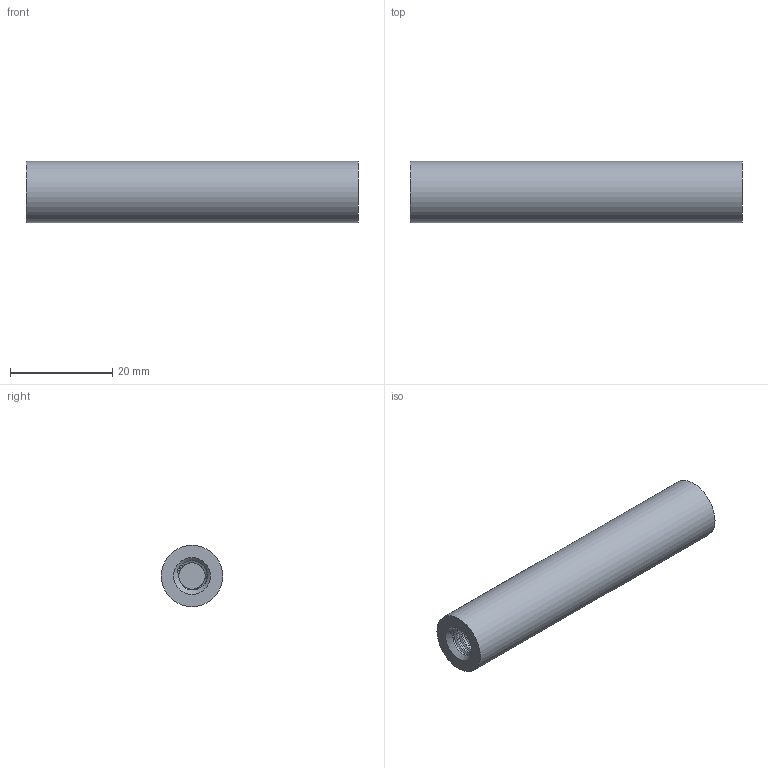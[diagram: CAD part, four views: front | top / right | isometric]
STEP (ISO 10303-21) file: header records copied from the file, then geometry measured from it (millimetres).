
FILE_DESCRIPTION(/* description */ (''),/* implementation_level */ '2;1');
FILE_NAME(/* name */ 'Verbindungsstifte_X219.stp',/* time_stamp */ '2017-07-25T10:53:39+02:00',/* author */ (''),/* organization */ (''),/* preprocessor_version */ 'ST-DEVELOPER v16',/* originating_system */ 'SIEMENS PLM Software NX 11.0',/* authorisation */ '');
FILE_SCHEMA (('AUTOMOTIVE_DESIGN { 1 0 10303 214 3 1 1 1 }'));
Length unit declared in the file: millimetre
Products named in the file (1): Goge113816A0n1hh
Bounding box: 65 x 12 x 12 mm (x, y, z)
Volume: 6582.4 mm3; surface area: 3365.3 mm2
Topology: 1 solids, 1 shells, 19 faces, 45 edges, 30 vertices
Faces by surface type: plane 6, bspline 6, cylinder 5, cone 2
Full cylindrical faces by diameter (mm): 12 x1
Entity records: 8304 total; most frequent: CARTESIAN_POINT 7910, ORIENTED_EDGE 80, DIRECTION 54, EDGE_CURVE 40, VERTEX_POINT 28, B_SPLINE_CURVE_WITH_KNOTS 24, EDGE_LOOP 24, AXIS2_PLACEMENT_3D 24
